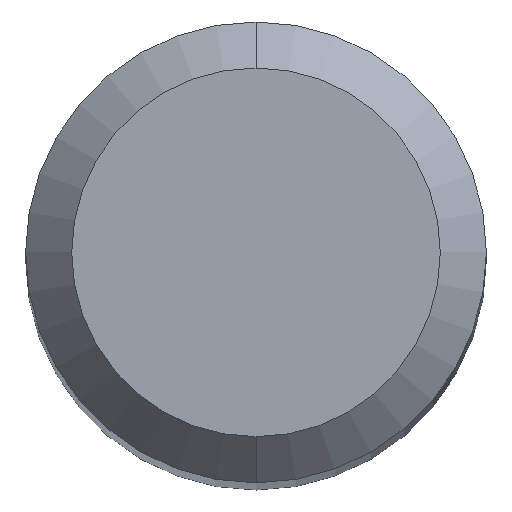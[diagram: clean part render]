
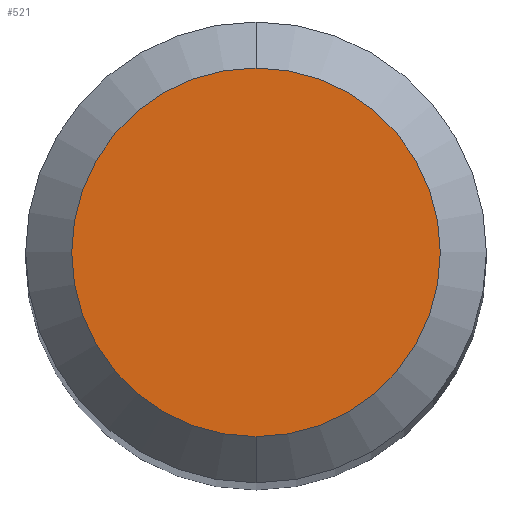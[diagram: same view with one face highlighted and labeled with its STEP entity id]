
A CAD part, top view. The second image highlights one B-rep face of the part: STEP entity #521.
In plain terms, the highlighted planar face has unit normal (0, 0, 1).
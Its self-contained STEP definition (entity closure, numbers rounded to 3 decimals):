
#521=ADVANCED_FACE('',(#1289),#1290,.T.);
#599=VERTEX_POINT('',#1377);
#729=EDGE_CURVE('',#599,#959,#1523,.T.);
#831=EDGE_CURVE('',#959,#599,#1637,.T.);
#959=VERTEX_POINT('',#1772);
#1289=FACE_OUTER_BOUND('',#2857,.T.);
#1290=PLANE('',#2858);
#1377=CARTESIAN_POINT('',(0.0,1.2,0.0));
#1523=CIRCLE('',#4013,1.2);
#1637=CIRCLE('',#4598,1.2);
#1772=CARTESIAN_POINT('',(0.,-1.2,0.0));
#2857=EDGE_LOOP('',(#6161,#6162));
#2858=AXIS2_PLACEMENT_3D('',#6163,#6164,#6165);
#4013=AXIS2_PLACEMENT_3D('',#6440,#6441,#6442);
#4598=AXIS2_PLACEMENT_3D('',#6608,#6609,#6610);
#6161=ORIENTED_EDGE('',*,*,#729,.F.);
#6162=ORIENTED_EDGE('',*,*,#831,.F.);
#6163=CARTESIAN_POINT('',(0.0,0.6,0.0));
#6164=DIRECTION('',(-0.0,0.0,1.0));
#6165=DIRECTION('',(0.0,-1.0,0.0));
#6440=CARTESIAN_POINT('',(0.0,0.0,0.0));
#6441=DIRECTION('',(0.0,0.0,-1.0));
#6442=DIRECTION('',(0.0,1.0,0.0));
#6608=CARTESIAN_POINT('',(0.0,0.0,0.0));
#6609=DIRECTION('',(0.0,0.0,-1.0));
#6610=DIRECTION('',(0.0,1.0,0.0));
